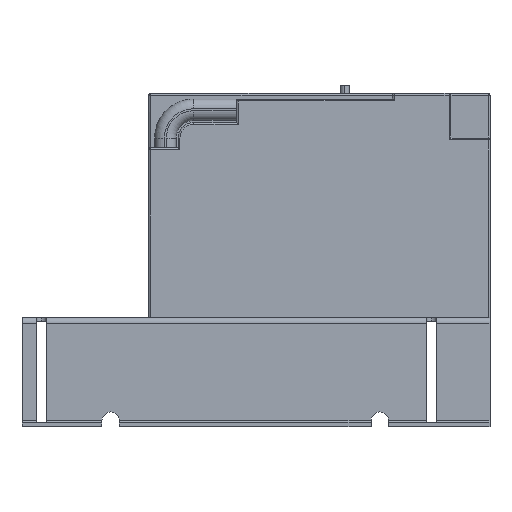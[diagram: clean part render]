
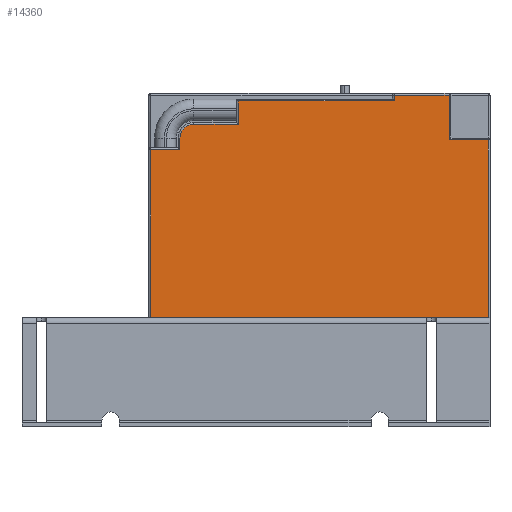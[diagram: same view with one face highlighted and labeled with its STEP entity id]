
A CAD part, left-side view. The second image highlights one B-rep face of the part: STEP entity #14360.
In plain terms, the highlighted planar face has unit normal (-1, 0, 0).
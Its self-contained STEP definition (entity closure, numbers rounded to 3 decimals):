
#113 = VERTEX_POINT ( 'NONE', #12277 ) ;
#339 = EDGE_CURVE ( 'NONE', #2719, #6537, #5057, .T. ) ;
#443 = PLANE ( 'NONE',  #3878 ) ;
#645 = DIRECTION ( 'NONE',  ( 0., 0., 1. ) ) ;
#897 = EDGE_CURVE ( 'NONE', #15486, #113, #14422, .T. ) ;
#900 = DIRECTION ( 'NONE',  ( 0., 0., -1. ) ) ;
#1076 = VERTEX_POINT ( 'NONE', #6120 ) ;
#1423 = VECTOR ( 'NONE', #6739, 1000. ) ;
#1466 = DIRECTION ( 'NONE',  ( -1., 0., 0. ) ) ;
#1975 = DIRECTION ( 'NONE',  ( 0., 0., -1. ) ) ;
#2061 = CARTESIAN_POINT ( 'NONE',  ( 0., -38.5, 54.5 ) ) ;
#2070 = DIRECTION ( 'NONE',  ( 0., 0., -1. ) ) ;
#2090 = LINE ( 'NONE', #3199, #8102 ) ;
#2183 = ORIENTED_EDGE ( 'NONE', *, *, #5786, .T. ) ;
#2361 = EDGE_CURVE ( 'NONE', #6537, #8780, #5676, .T. ) ;
#2419 = CARTESIAN_POINT ( 'NONE',  ( 0., 87.5, 28.5 ) ) ;
#2719 = VERTEX_POINT ( 'NONE', #12698 ) ;
#3069 = FACE_OUTER_BOUND ( 'NONE', #7244, .T. ) ;
#3099 = VERTEX_POINT ( 'NONE', #8936 ) ;
#3199 = CARTESIAN_POINT ( 'NONE',  ( 0., 86.5, -57.5 ) ) ;
#3255 = DIRECTION ( 'NONE',  ( 0., 1., 0. ) ) ;
#3647 = CARTESIAN_POINT ( 'NONE',  ( 0., 42.5, 53.5 ) ) ;
#3878 = AXIS2_PLACEMENT_3D ( 'NONE', #13683, #1466, #5306 ) ;
#4190 = CARTESIAN_POINT ( 'NONE',  ( 0., -66.5, 33.5 ) ) ;
#4215 = LINE ( 'NONE', #12589, #7069 ) ;
#4260 = VECTOR ( 'NONE', #900, 1000. ) ;
#4450 = CARTESIAN_POINT ( 'NONE',  ( 0., -86.5, -57.5 ) ) ;
#4678 = EDGE_CURVE ( 'NONE', #3099, #12290, #14268, .T. ) ;
#4728 = LINE ( 'NONE', #11680, #1423 ) ;
#4729 = LINE ( 'NONE', #10704, #13684 ) ;
#4882 = CARTESIAN_POINT ( 'NONE',  ( 0., -66.5, 56.5 ) ) ;
#5057 = CIRCLE ( 'NONE', #6847, 7. ) ;
#5306 = DIRECTION ( 'NONE',  ( 0., 0., 1. ) ) ;
#5412 = CARTESIAN_POINT ( 'NONE',  ( 0., 41.5, 53.5 ) ) ;
#5481 = ORIENTED_EDGE ( 'NONE', *, *, #7346, .T. ) ;
#5604 = ORIENTED_EDGE ( 'NONE', *, *, #10187, .T. ) ;
#5676 = LINE ( 'NONE', #8307, #4260 ) ;
#5786 = EDGE_CURVE ( 'NONE', #13440, #14891, #4728, .T. ) ;
#6120 = CARTESIAN_POINT ( 'NONE',  ( 0., 86.5, -57.5 ) ) ;
#6436 = VECTOR ( 'NONE', #645, 1000. ) ;
#6537 = VERTEX_POINT ( 'NONE', #11457 ) ;
#6576 = VECTOR ( 'NONE', #15106, 1000. ) ;
#6739 = DIRECTION ( 'NONE',  ( 0., 1., 0. ) ) ;
#6795 = ORIENTED_EDGE ( 'NONE', *, *, #7015, .T. ) ;
#6847 = AXIS2_PLACEMENT_3D ( 'NONE', #9165, #10346, #7968 ) ;
#7008 = VERTEX_POINT ( 'NONE', #4882 ) ;
#7015 = EDGE_CURVE ( 'NONE', #113, #2719, #4729, .T. ) ;
#7053 = CARTESIAN_POINT ( 'NONE',  ( 0., -38.5, 53.5 ) ) ;
#7069 = VECTOR ( 'NONE', #13939, 1000. ) ;
#7244 = EDGE_LOOP ( 'NONE', ( #7710, #5481, #2183, #15419, #7786, #7341, #5604, #10451, #6795, #7314, #14954, #11548, #10021 ) ) ;
#7314 = ORIENTED_EDGE ( 'NONE', *, *, #339, .T. ) ;
#7341 = ORIENTED_EDGE ( 'NONE', *, *, #4678, .T. ) ;
#7346 = EDGE_CURVE ( 'NONE', #13661, #13440, #9021, .T. ) ;
#7619 = VECTOR ( 'NONE', #2070, 1000. ) ;
#7710 = ORIENTED_EDGE ( 'NONE', *, *, #15706, .F. ) ;
#7786 = ORIENTED_EDGE ( 'NONE', *, *, #11178, .T. ) ;
#7908 = VECTOR ( 'NONE', #1975, 1000. ) ;
#7968 = DIRECTION ( 'NONE',  ( 0., 0., 1. ) ) ;
#8020 = CARTESIAN_POINT ( 'NONE',  ( 0., -66.5, 56.5 ) ) ;
#8102 = VECTOR ( 'NONE', #13176, 1000. ) ;
#8307 = CARTESIAN_POINT ( 'NONE',  ( 0., 71.5, 29.5 ) ) ;
#8780 = VERTEX_POINT ( 'NONE', #14218 ) ;
#8837 = EDGE_CURVE ( 'NONE', #9150, #1076, #2090, .T. ) ;
#8936 = CARTESIAN_POINT ( 'NONE',  ( 0., -38.5, 56.5 ) ) ;
#9021 = LINE ( 'NONE', #12849, #6436 ) ;
#9150 = VERTEX_POINT ( 'NONE', #15588 ) ;
#9165 = CARTESIAN_POINT ( 'NONE',  ( 0., 64.5, 34.5 ) ) ;
#9404 = LINE ( 'NONE', #14195, #14551 ) ;
#10021 = ORIENTED_EDGE ( 'NONE', *, *, #8837, .T. ) ;
#10169 = VECTOR ( 'NONE', #13061, 1000. ) ;
#10187 = EDGE_CURVE ( 'NONE', #12290, #15486, #11929, .T. ) ;
#10346 = DIRECTION ( 'NONE',  ( -1., 0., 0. ) ) ;
#10451 = ORIENTED_EDGE ( 'NONE', *, *, #897, .T. ) ;
#10531 = EDGE_CURVE ( 'NONE', #14891, #7008, #12725, .T. ) ;
#10677 = CARTESIAN_POINT ( 'NONE',  ( 0., 41.5, 42.5 ) ) ;
#10704 = CARTESIAN_POINT ( 'NONE',  ( 0., 64.5, 41.5 ) ) ;
#10738 = DIRECTION ( 'NONE',  ( 0., 1., 0. ) ) ;
#11178 = EDGE_CURVE ( 'NONE', #7008, #3099, #4215, .T. ) ;
#11457 = CARTESIAN_POINT ( 'NONE',  ( 0., 71.5, 34.5 ) ) ;
#11548 = ORIENTED_EDGE ( 'NONE', *, *, #12348, .T. ) ;
#11680 = CARTESIAN_POINT ( 'NONE',  ( 0., -67.5, 33.5 ) ) ;
#11929 = LINE ( 'NONE', #3647, #12196 ) ;
#12196 = VECTOR ( 'NONE', #10738, 1000. ) ;
#12277 = CARTESIAN_POINT ( 'NONE',  ( 0., 41.5, 41.5 ) ) ;
#12290 = VERTEX_POINT ( 'NONE', #7053 ) ;
#12348 = EDGE_CURVE ( 'NONE', #8780, #9150, #13360, .T. ) ;
#12589 = CARTESIAN_POINT ( 'NONE',  ( 0., -37.5, 56.5 ) ) ;
#12698 = CARTESIAN_POINT ( 'NONE',  ( 0., 64.5, 41.5 ) ) ;
#12725 = LINE ( 'NONE', #8020, #6576 ) ;
#12849 = CARTESIAN_POINT ( 'NONE',  ( 0., -86.5, 57.5 ) ) ;
#13061 = DIRECTION ( 'NONE',  ( 0., 1., 0. ) ) ;
#13176 = DIRECTION ( 'NONE',  ( 0., 0., -1. ) ) ;
#13360 = LINE ( 'NONE', #2419, #10169 ) ;
#13440 = VERTEX_POINT ( 'NONE', #14879 ) ;
#13661 = VERTEX_POINT ( 'NONE', #4450 ) ;
#13683 = CARTESIAN_POINT ( 'NONE',  ( 0., 0., 0. ) ) ;
#13684 = VECTOR ( 'NONE', #14529, 1000. ) ;
#13939 = DIRECTION ( 'NONE',  ( 0., 1., 0. ) ) ;
#14195 = CARTESIAN_POINT ( 'NONE',  ( 0., -87.5, -57.5 ) ) ;
#14218 = CARTESIAN_POINT ( 'NONE',  ( 0., 71.5, 28.5 ) ) ;
#14268 = LINE ( 'NONE', #2061, #7908 ) ;
#14360 = ADVANCED_FACE ( 'NONE', ( #3069 ), #443, .T. ) ;
#14422 = LINE ( 'NONE', #10677, #7619 ) ;
#14529 = DIRECTION ( 'NONE',  ( 0., 1., 0. ) ) ;
#14551 = VECTOR ( 'NONE', #3255, 1000. ) ;
#14879 = CARTESIAN_POINT ( 'NONE',  ( 0., -86.5, 33.5 ) ) ;
#14891 = VERTEX_POINT ( 'NONE', #4190 ) ;
#14954 = ORIENTED_EDGE ( 'NONE', *, *, #2361, .T. ) ;
#15106 = DIRECTION ( 'NONE',  ( 0., 0., 1. ) ) ;
#15419 = ORIENTED_EDGE ( 'NONE', *, *, #10531, .T. ) ;
#15486 = VERTEX_POINT ( 'NONE', #5412 ) ;
#15588 = CARTESIAN_POINT ( 'NONE',  ( 0., 86.5, 28.5 ) ) ;
#15706 = EDGE_CURVE ( 'NONE', #13661, #1076, #9404, .T. ) ;
